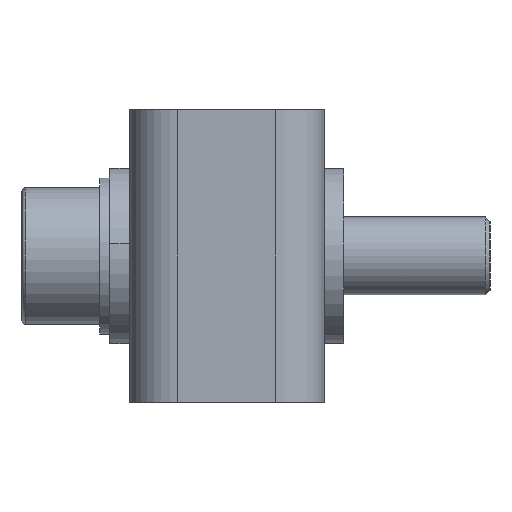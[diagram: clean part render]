
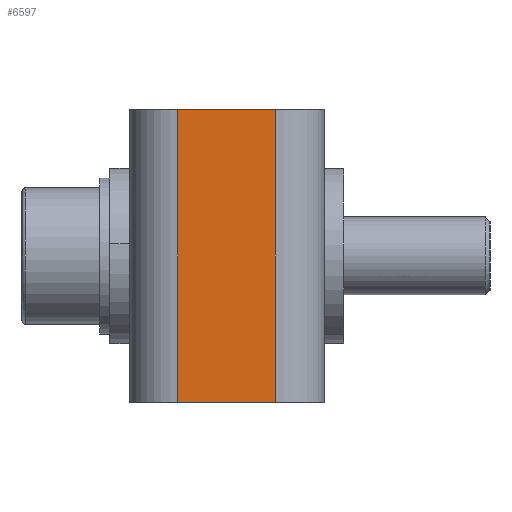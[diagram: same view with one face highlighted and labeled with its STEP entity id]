
A CAD part, left-side view. The second image highlights one B-rep face of the part: STEP entity #6597.
In plain terms, the highlighted planar face has unit normal (-1, 0, 0).
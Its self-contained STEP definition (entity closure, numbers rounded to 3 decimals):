
#623 = VERTEX_POINT ( 'NONE', #6927 ) ;
#677 = LINE ( 'NONE', #10184, #4332 ) ;
#1357 = LINE ( 'NONE', #4510, #1842 ) ;
#1379 = FACE_OUTER_BOUND ( 'NONE', #2926, .T. ) ;
#1726 = VERTEX_POINT ( 'NONE', #1796 ) ;
#1796 = CARTESIAN_POINT ( 'NONE',  ( -28., 1., 7.5 ) ) ;
#1842 = VECTOR ( 'NONE', #7710, 1000. ) ;
#2314 = VECTOR ( 'NONE', #9606, 1000. ) ;
#2467 = VECTOR ( 'NONE', #8145, 1000. ) ;
#2728 = CARTESIAN_POINT ( 'NONE',  ( -28., 6., 7.5 ) ) ;
#2926 = EDGE_LOOP ( 'NONE', ( #5752, #5969, #6806, #8413 ) ) ;
#2933 = DIRECTION ( 'NONE',  ( 0., 0., -1. ) ) ;
#2951 = DIRECTION ( 'NONE',  ( 0., 1., 0. ) ) ;
#3931 = VERTEX_POINT ( 'NONE', #5074 ) ;
#4163 = EDGE_CURVE ( 'NONE', #3931, #623, #7258, .T. ) ;
#4332 = VECTOR ( 'NONE', #2933, 1000. ) ;
#4510 = CARTESIAN_POINT ( 'NONE',  ( -28., 1., 7.5 ) ) ;
#4564 = EDGE_CURVE ( 'NONE', #10207, #1726, #6412, .T. ) ;
#5074 = CARTESIAN_POINT ( 'NONE',  ( -28., 6., -7.5 ) ) ;
#5477 = CARTESIAN_POINT ( 'NONE',  ( -28., -1.5, 7.5 ) ) ;
#5752 = ORIENTED_EDGE ( 'NONE', *, *, #8595, .T. ) ;
#5969 = ORIENTED_EDGE ( 'NONE', *, *, #4163, .T. ) ;
#6110 = DIRECTION ( 'NONE',  ( 1., 0., 0. ) ) ;
#6253 = EDGE_CURVE ( 'NONE', #1726, #623, #1357, .T. ) ;
#6412 = LINE ( 'NONE', #6456, #2314 ) ;
#6456 = CARTESIAN_POINT ( 'NONE',  ( -28., -1.5, 7.5 ) ) ;
#6597 = ADVANCED_FACE ( 'NONE', ( #1379 ), #7047, .F. ) ;
#6806 = ORIENTED_EDGE ( 'NONE', *, *, #6253, .F. ) ;
#6927 = CARTESIAN_POINT ( 'NONE',  ( -28., 1., -7.5 ) ) ;
#7047 = PLANE ( 'NONE',  #7713 ) ;
#7258 = LINE ( 'NONE', #9514, #2467 ) ;
#7710 = DIRECTION ( 'NONE',  ( 0., 0., -1. ) ) ;
#7713 = AXIS2_PLACEMENT_3D ( 'NONE', #5477, #6110, #2951 ) ;
#8145 = DIRECTION ( 'NONE',  ( 0., -1., 0. ) ) ;
#8413 = ORIENTED_EDGE ( 'NONE', *, *, #4564, .F. ) ;
#8595 = EDGE_CURVE ( 'NONE', #10207, #3931, #677, .T. ) ;
#9514 = CARTESIAN_POINT ( 'NONE',  ( -28., -1.5, -7.5 ) ) ;
#9606 = DIRECTION ( 'NONE',  ( 0., -1., 0. ) ) ;
#10184 = CARTESIAN_POINT ( 'NONE',  ( -28., 6., 7.5 ) ) ;
#10207 = VERTEX_POINT ( 'NONE', #2728 ) ;
